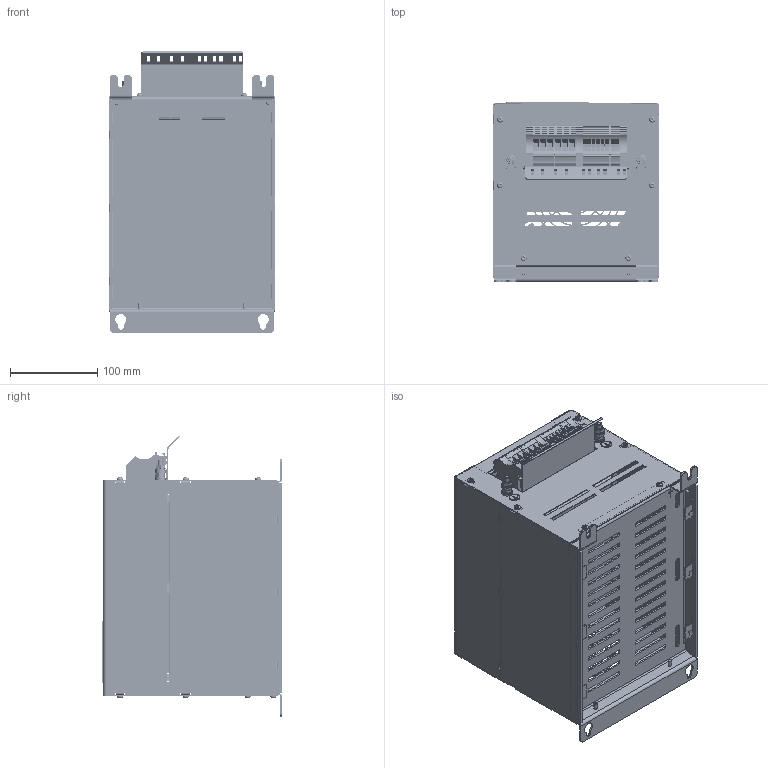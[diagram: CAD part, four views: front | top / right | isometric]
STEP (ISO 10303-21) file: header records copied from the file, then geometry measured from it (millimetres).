
FILE_DESCRIPTION(/* description */ (''),/* implementation_level */ '2;1');
FILE_NAME(/* name */ 'X1.3 IP20 if.stp',/* time_stamp */ '2019-01-11T08:48:32+01:00',/* author */ ('f.rambuscheck'),/* organization */ (''),/* preprocessor_version */ 'ST-DEVELOPER v17',/* originating_system */ 'Autodesk Inventor 2018',/* authorisation */ '');
FILE_SCHEMA (('AUTOMOTIVE_DESIGN { 1 0 10303 214 3 1 1 }'));
Products named in the file (1): X1.3 IP20 if
Bounding box: 190.4 x 205.99 x 322 mm (x, y, z)
Volume: 616544.9 mm3; surface area: 695066.9 mm2
Topology: 2 solids, 18 shells, 8808 faces, 24494 edges, 16127 vertices
Faces by surface type: plane 6041, cylinder 1606, bspline 1077, cone 76, torus 8
Full cylindrical faces by diameter (mm): 2.459 x5, 3.242 x4, 3.6 x16, 4 x53, 4.5 x4, 4.725 x12, 5 x10, 5.459 x2, 5.6 x3, 6 x6, 6.4 x6, 6.5 x4, 7 x18, 8.7 x2, 12 x7
Entity records: 295218 total; most frequent: CARTESIAN_POINT 66921, ORIENTED_EDGE 48952, DIRECTION 41352, EDGE_CURVE 24476, LINE 17932, VECTOR 17932, VERTEX_POINT 16127, AXIS2_PLACEMENT_3D 11710
